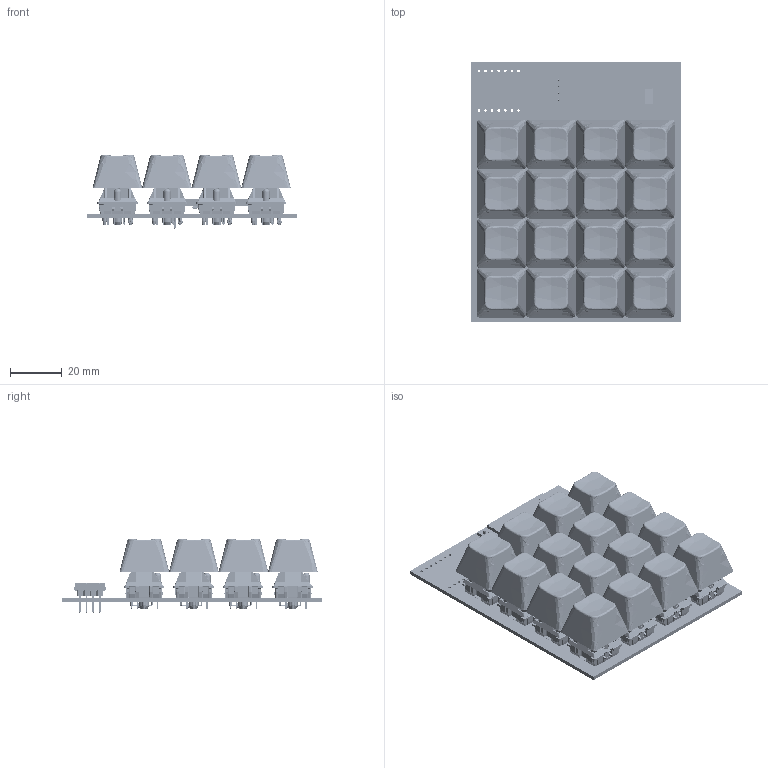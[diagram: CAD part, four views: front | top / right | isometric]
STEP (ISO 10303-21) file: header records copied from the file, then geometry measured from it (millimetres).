
FILE_DESCRIPTION(('KiCad electronic assembly'),'2;1');
FILE_NAME('AmethystHackpad.step','2025-12-29T21:19:46',('Pcbnew'),( 'Kicad'),'Open CASCADE STEP processor 7.9','KiCad to STEP converter' ,'Unknown');
FILE_SCHEMA(('AUTOMOTIVE_DESIGN { 1 0 10303 214 1 1 1 1 }'));
Length unit declared in the file: millimetre
Products named in the file (19): AmethystHackpad 1; switch; Cherry MX; Bottom; Pulsador; Top; Pieza5^Cherry MX; Pin1; Pin2; Led 3mm_trans; keycap_dsa_signatureplastics_r3; OLED_0.91_128x32; Pin Header 4 x 1 TH 2.54mm Pitch; RESC-0603; 2SD0601A; D_DO-35_SOD27_P7.62mm_Horizontal; AmethystHackpad_PCB; AmethystHackpad 2
Assembly tree (59 placements, depth 4):
  AmethystHackpad 1
    switch  x16
      Cherry MX
        Bottom
        Pulsador
        Top
        Pieza5^Cherry MX
        Pin1
        Pin2
        Led 3mm_trans
      keycap_dsa_signatureplastics_r3
    OLED_0.91_128x32
      OLED_0.91_128x32
      Pin Header 4 x 1 TH 2.54mm Pitch
      RESC-0603  x13
      2SD0601A
    D_DO-35_SOD27_P7.62mm_Horizontal  x16
    AmethystHackpad_PCB
  AmethystHackpad 2
Bounding box: 80.77 x 99.82 x 28.45 mm (x, y, z)
Volume: 43481.2 mm3; surface area: 100173 mm2
Topology: 229 solids, 229 shells, 23963 faces, 59053 edges, 33846 vertices
Faces by surface type: cylinder 9569, plane 8908, sphere 2176, torus 2160, bspline 1038, cone 112
Full cylindrical faces by diameter (mm): 0.5 x48, 0.8 x64, 1 x54, 1.524 x32, 1.6 x64, 1.75 x32, 2 x56, 2.02 x16, 2.6 x16, 2.83 x32, 2.9 x16, 3.2 x16, 3.8 x16, 3.988 x16, 4.8 x16, 5.512 x16
Entity records: 78093 total; most frequent: CARTESIAN_POINT 19680, DIRECTION 11773, ORIENTED_EDGE 11580, EDGE_CURVE 5790, AXIS2_PLACEMENT_3D 4185, VERTEX_POINT 3585, LINE 3403, VECTOR 3403
